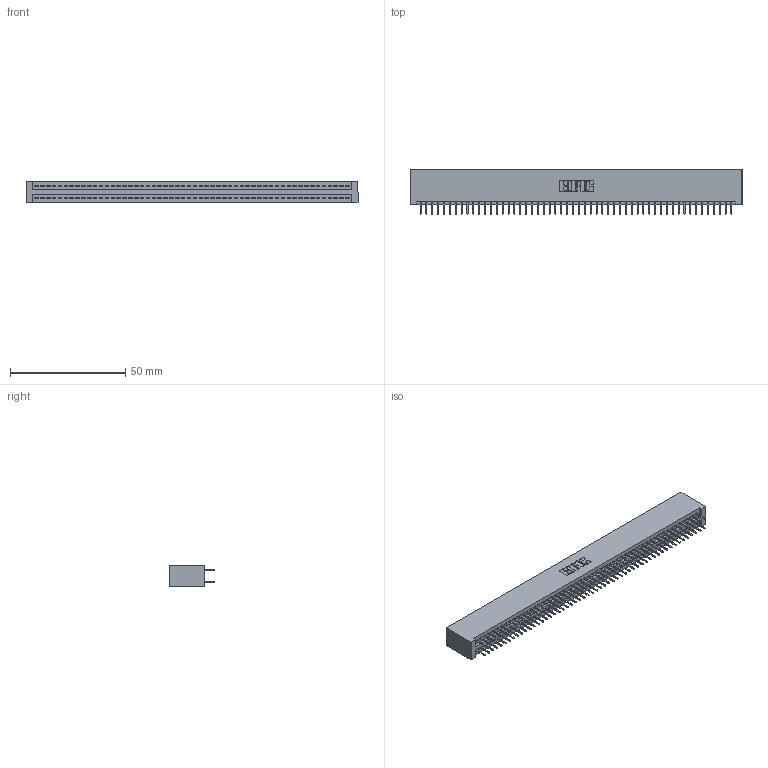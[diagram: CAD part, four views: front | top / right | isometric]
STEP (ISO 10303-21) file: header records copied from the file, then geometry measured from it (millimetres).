
FILE_DESCRIPTION (( 'STEP AP203' ), '1' );
FILE_NAME ('345-108-524-201.STEP', '2019-11-04T12:41:05', ( '' ), ( '' ), 'SwSTEP 2.0', 'SolidWorks 2016', '' );
FILE_SCHEMA (( 'CONFIG_CONTROL_DESIGN' ));
Length unit declared in the file: inch
Products named in the file (3): 345 Part_No Mounting Lugs; 345-292-001_345-293-124; 345-108-524-201
Assembly tree (109 placements, depth 2):
  345-108-524-201
    345 Part_No Mounting Lugs
    345-292-001_345-293-124  x108
Bounding box: 143.76 x 19.35 x 9.4 mm (x, y, z)
Volume: 14529.2 mm3; surface area: 21580.9 mm2
Topology: 109 solids, 109 shells, 5950 faces, 16841 edges, 10794 vertices
Faces by surface type: plane 4288, cylinder 1662
Entity records: 40551 total; most frequent: CARTESIAN_POINT 6784, ORIENTED_EDGE 6718, DIRECTION 5963, EDGE_CURVE 3359, LINE 3023, VECTOR 3023, VERTEX_POINT 2234, AXIS2_PLACEMENT_3D 1470
